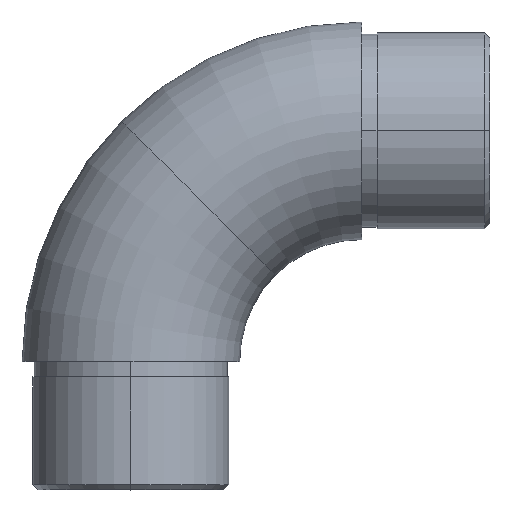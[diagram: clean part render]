
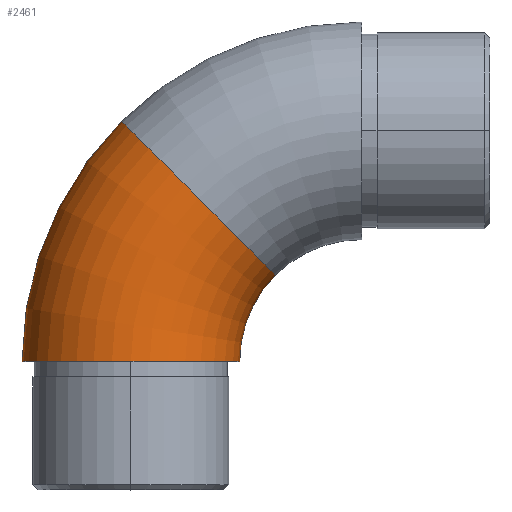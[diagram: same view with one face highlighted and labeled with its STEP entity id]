
A CAD part, top view. The second image highlights one B-rep face of the part: STEP entity #2461.
In plain terms, the highlighted toroidal (fillet/blend) face has major radius 44.957 mm and minor radius 21.2 mm.
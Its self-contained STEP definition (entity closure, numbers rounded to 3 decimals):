
#275 = ORIENTED_EDGE ( 'NONE', *, *, #570, .T. ) ;
#332 = VERTEX_POINT ( 'NONE', #1133 ) ;
#341 = DIRECTION ( 'NONE',  ( 0.707, 0.707, 0. ) ) ;
#389 = CIRCLE ( 'NONE', #1566, 21.2 ) ;
#526 = CARTESIAN_POINT ( 'NONE',  ( -71.78, 1.823, 0. ) ) ;
#560 = VERTEX_POINT ( 'NONE', #526 ) ;
#566 = DIRECTION ( 'NONE',  ( 0., 0., -1. ) ) ;
#570 = EDGE_CURVE ( 'NONE', #2854, #560, #389, .T. ) ;
#732 = DIRECTION ( 'NONE',  ( 0., 0., 1. ) ) ;
#801 = CARTESIAN_POINT ( 'NONE',  ( -56.789, -13.168, 0. ) ) ;
#803 = EDGE_CURVE ( 'NONE', #332, #1547, #1377, .T. ) ;
#1065 = DIRECTION ( 'NONE',  ( 1., 0., 0. ) ) ;
#1078 = ORIENTED_EDGE ( 'NONE', *, *, #1894, .T. ) ;
#1133 = CARTESIAN_POINT ( 'NONE',  ( -25., 21.2, 0. ) ) ;
#1243 = ORIENTED_EDGE ( 'NONE', *, *, #1497, .F. ) ;
#1293 = AXIS2_PLACEMENT_3D ( 'NONE', #2107, #1857, #2742 ) ;
#1377 = CIRCLE ( 'NONE', #1940, 21.2 ) ;
#1389 = CIRCLE ( 'NONE', #2510, 66.157 ) ;
#1405 = DIRECTION ( 'NONE',  ( -1., 0., 0. ) ) ;
#1497 = EDGE_CURVE ( 'NONE', #332, #560, #1389, .T. ) ;
#1547 = VERTEX_POINT ( 'NONE', #2660 ) ;
#1566 = AXIS2_PLACEMENT_3D ( 'NONE', #801, #341, #566 ) ;
#1679 = DIRECTION ( 'NONE',  ( 1., 0., 0. ) ) ;
#1800 = ORIENTED_EDGE ( 'NONE', *, *, #803, .T. ) ;
#1857 = DIRECTION ( 'NONE',  ( 0., 0., 1. ) ) ;
#1894 = EDGE_CURVE ( 'NONE', #1547, #2854, #2762, .T. ) ;
#1940 = AXIS2_PLACEMENT_3D ( 'NONE', #2754, #1405, #2315 ) ;
#2107 = CARTESIAN_POINT ( 'NONE',  ( -25., -44.957, 0. ) ) ;
#2204 = DIRECTION ( 'NONE',  ( 0., 0., 1. ) ) ;
#2310 = AXIS2_PLACEMENT_3D ( 'NONE', #2317, #732, #1679 ) ;
#2315 = DIRECTION ( 'NONE',  ( 0., 0., -1. ) ) ;
#2317 = CARTESIAN_POINT ( 'NONE',  ( -25., -44.957, 0. ) ) ;
#2334 = FACE_OUTER_BOUND ( 'NONE', #2645, .T. ) ;
#2362 = CARTESIAN_POINT ( 'NONE',  ( -25., -44.957, 0. ) ) ;
#2461 = ADVANCED_FACE ( 'NONE', ( #2334 ), #2632, .T. ) ;
#2510 = AXIS2_PLACEMENT_3D ( 'NONE', #2362, #2204, #1065 ) ;
#2558 = CARTESIAN_POINT ( 'NONE',  ( -41.799, -28.158, 0. ) ) ;
#2632 = TOROIDAL_SURFACE ( 'NONE', #2310, 44.957, 21.2 ) ;
#2645 = EDGE_LOOP ( 'NONE', ( #1243, #1800, #1078, #275 ) ) ;
#2660 = CARTESIAN_POINT ( 'NONE',  ( -25., -21.2, 0. ) ) ;
#2742 = DIRECTION ( 'NONE',  ( 1., 0., 0. ) ) ;
#2754 = CARTESIAN_POINT ( 'NONE',  ( -25., 0., 0. ) ) ;
#2762 = CIRCLE ( 'NONE', #1293, 23.757 ) ;
#2854 = VERTEX_POINT ( 'NONE', #2558 ) ;
